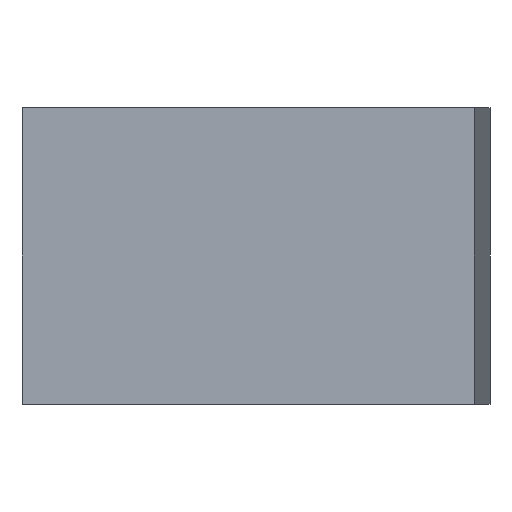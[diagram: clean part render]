
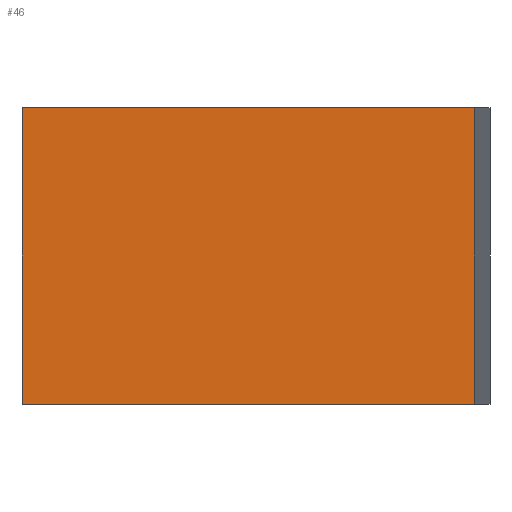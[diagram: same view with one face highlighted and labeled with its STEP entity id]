
A CAD part, left-side view. The second image highlights one B-rep face of the part: STEP entity #46.
In plain terms, the highlighted planar face has unit normal (-1, 0, 0).
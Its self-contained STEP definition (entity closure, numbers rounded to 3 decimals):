
#14 = ORIENTED_EDGE ( 'NONE', *, *, #49, .F. ) ;
#36 = VECTOR ( 'NONE', #552, 1000. ) ;
#44 = VERTEX_POINT ( 'NONE', #178 ) ;
#46 = ADVANCED_FACE ( 'NONE', ( #465 ), #281, .F. ) ;
#49 = EDGE_CURVE ( 'NONE', #531, #583, #557, .T. ) ;
#66 = ORIENTED_EDGE ( 'NONE', *, *, #222, .F. ) ;
#67 = CARTESIAN_POINT ( 'NONE',  ( -1.2, 2., 0. ) ) ;
#78 = LINE ( 'NONE', #580, #368 ) ;
#86 = VECTOR ( 'NONE', #219, 1000. ) ;
#92 = LINE ( 'NONE', #235, #86 ) ;
#105 = EDGE_CURVE ( 'NONE', #44, #354, #92, .T. ) ;
#136 = CARTESIAN_POINT ( 'NONE',  ( -1.2, 2., 38. ) ) ;
#149 = VECTOR ( 'NONE', #154, 1000. ) ;
#154 = DIRECTION ( 'NONE',  ( 0., 0., -1. ) ) ;
#178 = CARTESIAN_POINT ( 'NONE',  ( -1.2, 60., 0. ) ) ;
#186 = DIRECTION ( 'NONE',  ( 1., 0., 0. ) ) ;
#219 = DIRECTION ( 'NONE',  ( 0., -1., 0. ) ) ;
#222 = EDGE_CURVE ( 'NONE', #583, #354, #535, .T. ) ;
#235 = CARTESIAN_POINT ( 'NONE',  ( -1.2, 2., 0. ) ) ;
#244 = EDGE_CURVE ( 'NONE', #531, #44, #78, .T. ) ;
#248 = CARTESIAN_POINT ( 'NONE',  ( -1.2, 2., 38. ) ) ;
#253 = ORIENTED_EDGE ( 'NONE', *, *, #105, .T. ) ;
#281 = PLANE ( 'NONE',  #554 ) ;
#312 = EDGE_LOOP ( 'NONE', ( #253, #66, #14, #386 ) ) ;
#354 = VERTEX_POINT ( 'NONE', #67 ) ;
#366 = CARTESIAN_POINT ( 'NONE',  ( -1.2, 2., 38. ) ) ;
#368 = VECTOR ( 'NONE', #530, 1000. ) ;
#369 = DIRECTION ( 'NONE',  ( 0., 0., -1. ) ) ;
#381 = CARTESIAN_POINT ( 'NONE',  ( -1.2, 60., 38. ) ) ;
#386 = ORIENTED_EDGE ( 'NONE', *, *, #244, .T. ) ;
#465 = FACE_OUTER_BOUND ( 'NONE', #312, .T. ) ;
#467 = CARTESIAN_POINT ( 'NONE',  ( -1.2, 2., 38. ) ) ;
#530 = DIRECTION ( 'NONE',  ( 0., 0., -1. ) ) ;
#531 = VERTEX_POINT ( 'NONE', #381 ) ;
#535 = LINE ( 'NONE', #248, #149 ) ;
#552 = DIRECTION ( 'NONE',  ( 0., -1., 0. ) ) ;
#554 = AXIS2_PLACEMENT_3D ( 'NONE', #467, #186, #369 ) ;
#557 = LINE ( 'NONE', #136, #36 ) ;
#580 = CARTESIAN_POINT ( 'NONE',  ( -1.2, 60., 38. ) ) ;
#583 = VERTEX_POINT ( 'NONE', #366 ) ;
